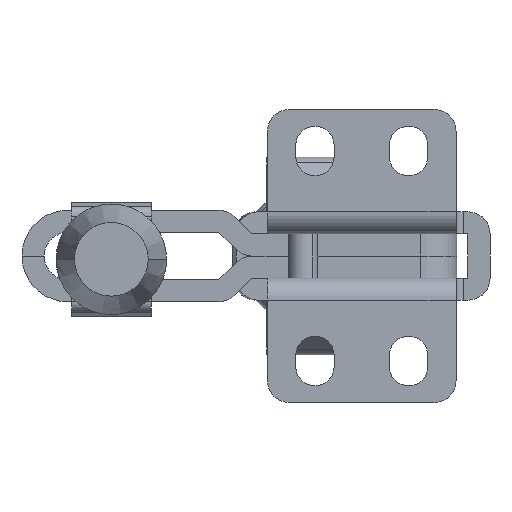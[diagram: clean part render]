
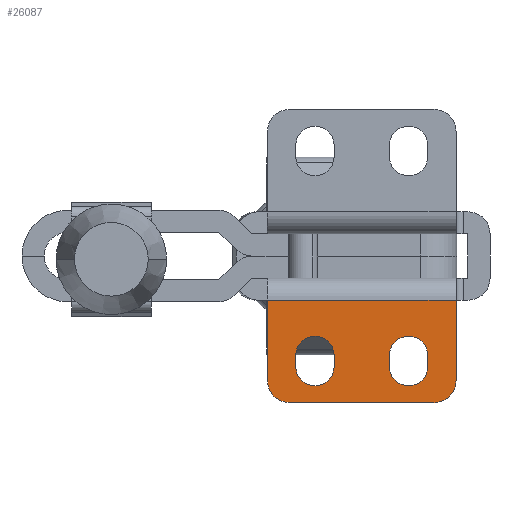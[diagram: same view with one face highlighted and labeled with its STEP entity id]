
A CAD part, front view. The second image highlights one B-rep face of the part: STEP entity #26087.
In plain terms, the highlighted planar face has unit normal (0, -1, 0).
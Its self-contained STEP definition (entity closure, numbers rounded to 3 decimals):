
#58 = DIRECTION ( 'NONE',  ( 0., 0., -1. ) ) ;
#143 = ORIENTED_EDGE ( 'NONE', *, *, #15741, .F. ) ;
#156 = CARTESIAN_POINT ( 'NONE',  ( -3., 0., -13.9 ) ) ;
#357 = LINE ( 'NONE', #8819, #28941 ) ;
#604 = EDGE_CURVE ( 'NONE', #20300, #14370, #28823, .T. ) ;
#980 = ORIENTED_EDGE ( 'NONE', *, *, #27842, .F. ) ;
#1248 = EDGE_CURVE ( 'NONE', #12956, #22168, #29663, .T. ) ;
#1459 = EDGE_LOOP ( 'NONE', ( #19803, #9811, #11564, #13766, #143 ) ) ;
#2114 = CARTESIAN_POINT ( 'NONE',  ( -3.85, 0., 0. ) ) ;
#2120 = EDGE_CURVE ( 'NONE', #6370, #12476, #28385, .T. ) ;
#2304 = DIRECTION ( 'NONE',  ( -1., 0., 0. ) ) ;
#2407 = VERTEX_POINT ( 'NONE', #20694 ) ;
#2601 = ORIENTED_EDGE ( 'NONE', *, *, #32174, .F. ) ;
#2738 = VERTEX_POINT ( 'NONE', #16408 ) ;
#2936 = ORIENTED_EDGE ( 'NONE', *, *, #17072, .T. ) ;
#3110 = CARTESIAN_POINT ( 'NONE',  ( -6.45, 0., -9. ) ) ;
#3172 = DIRECTION ( 'NONE',  ( 0., 0., -1. ) ) ;
#3552 = CARTESIAN_POINT ( 'NONE',  ( -6.45, 0., -7.5 ) ) ;
#3579 = LINE ( 'NONE', #33138, #31327 ) ;
#3939 = CIRCLE ( 'NONE', #8595, 3. ) ;
#4274 = CARTESIAN_POINT ( 'NONE',  ( -22.6, 0., -13.9 ) ) ;
#5012 = CARTESIAN_POINT ( 'NONE',  ( -16.55, 0., -9. ) ) ;
#5399 = CARTESIAN_POINT ( 'NONE',  ( -19.15, 0., -9. ) ) ;
#5405 = CARTESIAN_POINT ( 'NONE',  ( 0., 0., 12. ) ) ;
#5438 = DIRECTION ( 'NONE',  ( 0., -1., 0. ) ) ;
#5741 = EDGE_CURVE ( 'NONE', #23414, #19280, #9226, .T. ) ;
#5769 = FACE_OUTER_BOUND ( 'NONE', #30983, .T. ) ;
#5894 = DIRECTION ( 'NONE',  ( -1., 0., 0. ) ) ;
#5939 = LINE ( 'NONE', #22581, #6790 ) ;
#6074 = CARTESIAN_POINT ( 'NONE',  ( -9.05, 0., -7.5 ) ) ;
#6370 = VERTEX_POINT ( 'NONE', #20801 ) ;
#6790 = VECTOR ( 'NONE', #3172, 1000. ) ;
#6815 = VECTOR ( 'NONE', #10278, 1000. ) ;
#6960 = AXIS2_PLACEMENT_3D ( 'NONE', #22042, #5438, #24807 ) ;
#6977 = EDGE_CURVE ( 'NONE', #18163, #9498, #28182, .T. ) ;
#7288 = CARTESIAN_POINT ( 'NONE',  ( -3.85, 0., -9. ) ) ;
#7365 = CARTESIAN_POINT ( 'NONE',  ( -21.75, 0., -9. ) ) ;
#7473 = DIRECTION ( 'NONE',  ( 0., 1., 0. ) ) ;
#8027 = VERTEX_POINT ( 'NONE', #21650 ) ;
#8210 = DIRECTION ( 'NONE',  ( -1., 0., 0. ) ) ;
#8415 = CARTESIAN_POINT ( 'NONE',  ( -16.55, 0., -7.5 ) ) ;
#8595 = AXIS2_PLACEMENT_3D ( 'NONE', #24061, #7473, #26825 ) ;
#8819 = CARTESIAN_POINT ( 'NONE',  ( -25.6, 0., 12. ) ) ;
#8880 = DIRECTION ( 'NONE',  ( 1., 0., 0. ) ) ;
#9226 = LINE ( 'NONE', #11796, #14849 ) ;
#9300 = EDGE_CURVE ( 'NONE', #8027, #35924, #357, .T. ) ;
#9498 = VERTEX_POINT ( 'NONE', #7288 ) ;
#9639 = CARTESIAN_POINT ( 'NONE',  ( -3., 0., -10.9 ) ) ;
#9811 = ORIENTED_EDGE ( 'NONE', *, *, #2120, .F. ) ;
#9866 = AXIS2_PLACEMENT_3D ( 'NONE', #35484, #18921, #2304 ) ;
#10278 = DIRECTION ( 'NONE',  ( 0., 0., -1. ) ) ;
#11389 = VECTOR ( 'NONE', #21529, 1000. ) ;
#11564 = ORIENTED_EDGE ( 'NONE', *, *, #15743, .F. ) ;
#11639 = AXIS2_PLACEMENT_3D ( 'NONE', #3552, #25813, #30684 ) ;
#11796 = CARTESIAN_POINT ( 'NONE',  ( 0., 0., -13.9 ) ) ;
#12153 = EDGE_CURVE ( 'NONE', #2407, #18163, #28990, .T. ) ;
#12156 = ORIENTED_EDGE ( 'NONE', *, *, #6977, .F. ) ;
#12327 = EDGE_LOOP ( 'NONE', ( #980, #12156, #31915, #26301, #29340 ) ) ;
#12444 = DIRECTION ( 'NONE',  ( -1., 0., 0. ) ) ;
#12476 = VERTEX_POINT ( 'NONE', #5012 ) ;
#12956 = VERTEX_POINT ( 'NONE', #13128 ) ;
#13128 = CARTESIAN_POINT ( 'NONE',  ( -3.85, 0., -7.5 ) ) ;
#13182 = FACE_BOUND ( 'NONE', #12327, .T. ) ;
#13378 = AXIS2_PLACEMENT_3D ( 'NONE', #5405, #16579, #35915 ) ;
#13575 = DIRECTION ( 'NONE',  ( -1., 0., 0. ) ) ;
#13669 = EDGE_CURVE ( 'NONE', #2738, #17417, #14238, .T. ) ;
#13766 = ORIENTED_EDGE ( 'NONE', *, *, #604, .F. ) ;
#13796 = DIRECTION ( 'NONE',  ( 0., 0., 1. ) ) ;
#14238 = LINE ( 'NONE', #26802, #6815 ) ;
#14370 = VERTEX_POINT ( 'NONE', #7365 ) ;
#14849 = VECTOR ( 'NONE', #8880, 1000. ) ;
#15324 = EDGE_CURVE ( 'NONE', #17417, #19280, #25012, .T. ) ;
#15489 = CIRCLE ( 'NONE', #32487, 2.6 ) ;
#15741 = EDGE_CURVE ( 'NONE', #20590, #20300, #15489, .T. ) ;
#15743 = EDGE_CURVE ( 'NONE', #14370, #6370, #30195, .T. ) ;
#16408 = CARTESIAN_POINT ( 'NONE',  ( 0., 0., 0. ) ) ;
#16447 = CARTESIAN_POINT ( 'NONE',  ( -19.15, 0., -7.5 ) ) ;
#16579 = DIRECTION ( 'NONE',  ( 0., 1., 0. ) ) ;
#16896 = CARTESIAN_POINT ( 'NONE',  ( -6.45, 0., -11.6 ) ) ;
#17072 = EDGE_CURVE ( 'NONE', #2738, #8027, #18887, .T. ) ;
#17417 = VERTEX_POINT ( 'NONE', #18329 ) ;
#18123 = CARTESIAN_POINT ( 'NONE',  ( -25.6, 0., -10.9 ) ) ;
#18163 = VERTEX_POINT ( 'NONE', #16896 ) ;
#18329 = CARTESIAN_POINT ( 'NONE',  ( 0., 0., -10.9 ) ) ;
#18887 = LINE ( 'NONE', #32908, #19762 ) ;
#18921 = DIRECTION ( 'NONE',  ( 0., -1., 0. ) ) ;
#19231 = DIRECTION ( 'NONE',  ( -1., 0., 0. ) ) ;
#19280 = VERTEX_POINT ( 'NONE', #156 ) ;
#19762 = VECTOR ( 'NONE', #13575, 1000. ) ;
#19803 = ORIENTED_EDGE ( 'NONE', *, *, #26665, .F. ) ;
#19946 = DIRECTION ( 'NONE',  ( 0., 0., -1. ) ) ;
#20300 = VERTEX_POINT ( 'NONE', #32564 ) ;
#20526 = FACE_BOUND ( 'NONE', #1459, .T. ) ;
#20590 = VERTEX_POINT ( 'NONE', #8415 ) ;
#20694 = CARTESIAN_POINT ( 'NONE',  ( -9.05, 0., -9. ) ) ;
#20801 = CARTESIAN_POINT ( 'NONE',  ( -19.15, 0., -11.6 ) ) ;
#21529 = DIRECTION ( 'NONE',  ( 0., 0., 1. ) ) ;
#21650 = CARTESIAN_POINT ( 'NONE',  ( -25.6, 0., 0. ) ) ;
#22042 = CARTESIAN_POINT ( 'NONE',  ( -19.15, 0., -9. ) ) ;
#22139 = EDGE_CURVE ( 'NONE', #22168, #2407, #5939, .T. ) ;
#22168 = VERTEX_POINT ( 'NONE', #6074 ) ;
#22515 = DIRECTION ( 'NONE',  ( 0., -1., 0. ) ) ;
#22581 = CARTESIAN_POINT ( 'NONE',  ( -9.05, 0., 0. ) ) ;
#23414 = VERTEX_POINT ( 'NONE', #4274 ) ;
#23844 = ORIENTED_EDGE ( 'NONE', *, *, #13669, .F. ) ;
#24061 = CARTESIAN_POINT ( 'NONE',  ( -22.6, 0., -10.9 ) ) ;
#24770 = DIRECTION ( 'NONE',  ( 0., -1., 0. ) ) ;
#24807 = DIRECTION ( 'NONE',  ( -1., 0., 0. ) ) ;
#25012 = CIRCLE ( 'NONE', #27600, 3. ) ;
#25813 = DIRECTION ( 'NONE',  ( 0., -1., 0. ) ) ;
#26087 = ADVANCED_FACE ( 'NONE', ( #5769, #20526, #13182 ), #33141, .F. ) ;
#26301 = ORIENTED_EDGE ( 'NONE', *, *, #22139, .F. ) ;
#26665 = EDGE_CURVE ( 'NONE', #12476, #20590, #3579, .T. ) ;
#26802 = CARTESIAN_POINT ( 'NONE',  ( 0., 0., 12. ) ) ;
#26825 = DIRECTION ( 'NONE',  ( -1., 0., 0. ) ) ;
#27600 = AXIS2_PLACEMENT_3D ( 'NONE', #9639, #28972, #12444 ) ;
#27842 = EDGE_CURVE ( 'NONE', #9498, #12956, #32571, .T. ) ;
#28067 = ORIENTED_EDGE ( 'NONE', *, *, #9300, .T. ) ;
#28182 = CIRCLE ( 'NONE', #9866, 2.6 ) ;
#28385 = CIRCLE ( 'NONE', #6960, 2.6 ) ;
#28823 = LINE ( 'NONE', #35838, #35334 ) ;
#28941 = VECTOR ( 'NONE', #19946, 1000. ) ;
#28972 = DIRECTION ( 'NONE',  ( 0., 1., 0. ) ) ;
#28990 = CIRCLE ( 'NONE', #33128, 2.6 ) ;
#29340 = ORIENTED_EDGE ( 'NONE', *, *, #1248, .F. ) ;
#29663 = CIRCLE ( 'NONE', #11639, 2.6 ) ;
#30195 = CIRCLE ( 'NONE', #34337, 2.6 ) ;
#30684 = DIRECTION ( 'NONE',  ( -1., 0., 0. ) ) ;
#30983 = EDGE_LOOP ( 'NONE', ( #23844, #2936, #28067, #2601, #35632, #34766 ) ) ;
#31327 = VECTOR ( 'NONE', #13796, 1000. ) ;
#31915 = ORIENTED_EDGE ( 'NONE', *, *, #12153, .F. ) ;
#32174 = EDGE_CURVE ( 'NONE', #23414, #35924, #3939, .T. ) ;
#32487 = AXIS2_PLACEMENT_3D ( 'NONE', #16447, #35789, #19231 ) ;
#32564 = CARTESIAN_POINT ( 'NONE',  ( -21.75, 0., -7.5 ) ) ;
#32571 = LINE ( 'NONE', #2114, #11389 ) ;
#32908 = CARTESIAN_POINT ( 'NONE',  ( 0., 0., 0. ) ) ;
#33128 = AXIS2_PLACEMENT_3D ( 'NONE', #3110, #22515, #5894 ) ;
#33138 = CARTESIAN_POINT ( 'NONE',  ( -16.55, 0., 0. ) ) ;
#33141 = PLANE ( 'NONE',  #13378 ) ;
#34337 = AXIS2_PLACEMENT_3D ( 'NONE', #5399, #24770, #8210 ) ;
#34766 = ORIENTED_EDGE ( 'NONE', *, *, #15324, .F. ) ;
#35334 = VECTOR ( 'NONE', #58, 1000. ) ;
#35484 = CARTESIAN_POINT ( 'NONE',  ( -6.45, 0., -9. ) ) ;
#35632 = ORIENTED_EDGE ( 'NONE', *, *, #5741, .T. ) ;
#35789 = DIRECTION ( 'NONE',  ( 0., -1., 0. ) ) ;
#35838 = CARTESIAN_POINT ( 'NONE',  ( -21.75, 0., 0. ) ) ;
#35915 = DIRECTION ( 'NONE',  ( -1., 0., 0. ) ) ;
#35924 = VERTEX_POINT ( 'NONE', #18123 ) ;
